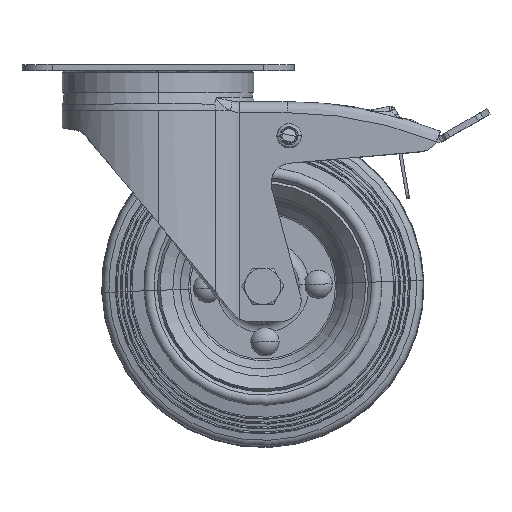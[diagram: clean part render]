
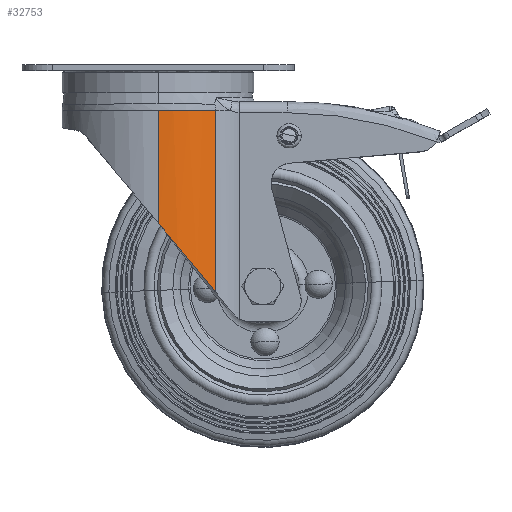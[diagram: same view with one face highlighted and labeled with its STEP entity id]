
A CAD part, top view. The second image highlights one B-rep face of the part: STEP entity #32753.
In plain terms, the highlighted cylindrical face has radius 47.5 mm (diameter 95 mm), a partial arc.
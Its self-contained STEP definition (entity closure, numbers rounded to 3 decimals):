
#1204 = AXIS2_PLACEMENT_3D ( 'NONE', #16049, #65014, #23058 ) ;
#1561 = EDGE_CURVE ( 'NONE', #48625, #80427, #39495, .T. ) ;
#2537 = ORIENTED_EDGE ( 'NONE', *, *, #87793, .T. ) ;
#5540 = EDGE_LOOP ( 'NONE', ( #67920, #68389, #26064, #2537 ) ) ;
#7121 = CARTESIAN_POINT ( 'NONE',  ( 1.226, -79.989, 47.5 ) ) ;
#8338 = CARTESIAN_POINT ( 'NONE',  ( 6.124, -85.871, 47.12 ) ) ;
#9533 = VECTOR ( 'NONE', #38891, 1000. ) ;
#10784 = CARTESIAN_POINT ( 'NONE',  ( 0., 12.362, 47.5 ) ) ;
#15370 = CARTESIAN_POINT ( 'NONE',  ( 12.197, -93.163, 45.976 ) ) ;
#16049 = CARTESIAN_POINT ( 'NONE',  ( 0., -22.769, 0. ) ) ;
#18404 = CARTESIAN_POINT ( 'NONE',  ( 28.5, 12.362, 38. ) ) ;
#19304 = DIRECTION ( 'NONE',  ( 0., 0., 1. ) ) ;
#22389 = CARTESIAN_POINT ( 'NONE',  ( 16.99, -98.919, 44.376 ) ) ;
#23058 = DIRECTION ( 'NONE',  ( 0., 0., 1. ) ) ;
#26064 = ORIENTED_EDGE ( 'NONE', *, *, #1561, .T. ) ;
#28097 = LINE ( 'NONE', #10784, #9533 ) ;
#28189 = VECTOR ( 'NONE', #53248, 1000. ) ;
#29402 = CARTESIAN_POINT ( 'NONE',  ( 20.531, -103.171, 42.854 ) ) ;
#30401 = LINE ( 'NONE', #18404, #28189 ) ;
#32731 = DIRECTION ( 'NONE',  ( 0., -1., 0. ) ) ;
#32753 = ADVANCED_FACE ( 'NONE', ( #60536 ), #89022, .T. ) ;
#36186 = CARTESIAN_POINT ( 'NONE',  ( 2.451, -81.46, 47.453 ) ) ;
#36475 = CARTESIAN_POINT ( 'NONE',  ( 26.285, -110.08, 39.661 ) ) ;
#38891 = DIRECTION ( 'NONE',  ( 0., -1., 0. ) ) ;
#39495 = B_SPLINE_CURVE_WITH_KNOTS ( 'NONE', 3,
 ( #43174, #7121, #36186, #50239, #8338, #57284, #15370, #64318, #22389, #71367, #29402, #78415, #36475, #85429 ),
 .UNSPECIFIED., .F., .F.,
 ( 4, 2, 2, 2, 2, 2, 4 ),
 ( 0.059, 0.065, 0.07, 0.082, 0.088, 0.094, 0.105 ),
 .UNSPECIFIED. ) ;
#43174 = CARTESIAN_POINT ( 'NONE',  ( 0., -78.518, 47.5 ) ) ;
#48625 = VERTEX_POINT ( 'NONE', #89040 ) ;
#50239 = CARTESIAN_POINT ( 'NONE',  ( 4.9, -84.401, 47.263 ) ) ;
#51576 = CARTESIAN_POINT ( 'NONE',  ( 28.5, -112.74, 38. ) ) ;
#53248 = DIRECTION ( 'NONE',  ( 0., 1., 0. ) ) ;
#57284 = CARTESIAN_POINT ( 'NONE',  ( 9.779, -90.26, 46.548 ) ) ;
#57882 = EDGE_CURVE ( 'NONE', #60324, #61634, #65619, .T. ) ;
#60324 = VERTEX_POINT ( 'NONE', #85250 ) ;
#60536 = FACE_OUTER_BOUND ( 'NONE', #5540, .T. ) ;
#61634 = VERTEX_POINT ( 'NONE', #74301 ) ;
#62589 = EDGE_CURVE ( 'NONE', #61634, #48625, #28097, .T. ) ;
#64318 = CARTESIAN_POINT ( 'NONE',  ( 15.794, -97.483, 44.815 ) ) ;
#65014 = DIRECTION ( 'NONE',  ( 0., -1., 0. ) ) ;
#65619 = CIRCLE ( 'NONE', #1204, 47.5 ) ;
#67920 = ORIENTED_EDGE ( 'NONE', *, *, #57882, .T. ) ;
#68389 = ORIENTED_EDGE ( 'NONE', *, *, #62589, .T. ) ;
#71367 = CARTESIAN_POINT ( 'NONE',  ( 19.359, -101.763, 43.395 ) ) ;
#71686 = AXIS2_PLACEMENT_3D ( 'NONE', #74977, #32731, #19304 ) ;
#74301 = CARTESIAN_POINT ( 'NONE',  ( 0., -22.769, 47.5 ) ) ;
#74977 = CARTESIAN_POINT ( 'NONE',  ( 0., 12.362, 0. ) ) ;
#78415 = CARTESIAN_POINT ( 'NONE',  ( 24.012, -107.351, 41.067 ) ) ;
#80427 = VERTEX_POINT ( 'NONE', #51576 ) ;
#85250 = CARTESIAN_POINT ( 'NONE',  ( 28.5, -22.769, 38. ) ) ;
#85429 = CARTESIAN_POINT ( 'NONE',  ( 28.5, -112.74, 38. ) ) ;
#87793 = EDGE_CURVE ( 'NONE', #80427, #60324, #30401, .T. ) ;
#89022 = CYLINDRICAL_SURFACE ( 'NONE', #71686, 47.5 ) ;
#89040 = CARTESIAN_POINT ( 'NONE',  ( 0., -78.518, 47.5 ) ) ;
